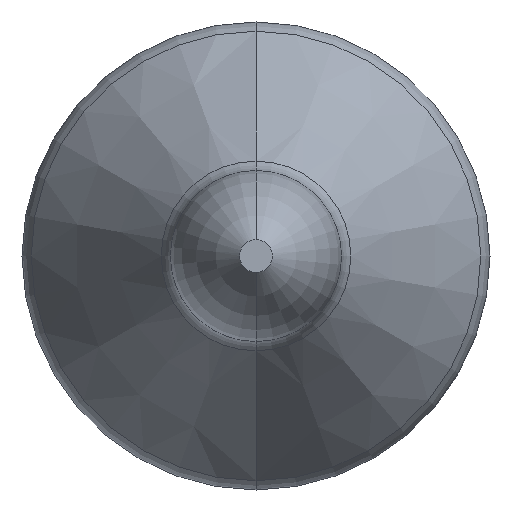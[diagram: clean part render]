
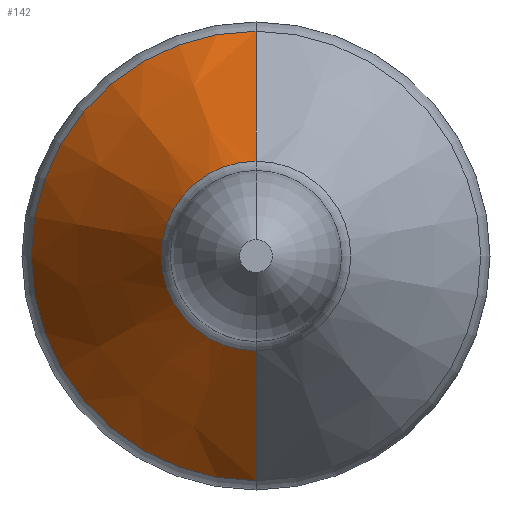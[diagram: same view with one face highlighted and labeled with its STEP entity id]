
A CAD part, front view. The second image highlights one B-rep face of the part: STEP entity #142.
In plain terms, the highlighted conical face has half-angle 30.2 degrees and reference radius 3.285 mm.
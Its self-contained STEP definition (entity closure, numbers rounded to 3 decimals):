
#101 = ORIENTED_EDGE ( 'NONE', *, *, #115, .F. ) ;
#102 = ORIENTED_EDGE ( 'NONE', *, *, #172, .T. ) ;
#103 = ORIENTED_EDGE ( 'NONE', *, *, #149, .T. ) ;
#104 = ORIENTED_EDGE ( 'NONE', *, *, #139, .F. ) ;
#112 = VERTEX_POINT ( 'NONE', #202 ) ;
#115 = EDGE_CURVE ( 'NONE', #173, #112, #201, .T. ) ;
#139 = EDGE_CURVE ( 'NONE', #112, #146, #238, .T. ) ;
#142 = ADVANCED_FACE ( 'NONE', ( #233 ), #232, .T. ) ;
#143 = EDGE_LOOP ( 'NONE', ( #101, #102, #103, #104 ) ) ;
#146 = VERTEX_POINT ( 'NONE', #327 ) ;
#149 = EDGE_CURVE ( 'NONE', #174, #146, #326, .T. ) ;
#172 = EDGE_CURVE ( 'NONE', #173, #174, #225, .T. ) ;
#173 = VERTEX_POINT ( 'NONE', #381 ) ;
#174 = VERTEX_POINT ( 'NONE', #380 ) ;
#193 = DIRECTION ( 'NONE',  ( 0., 0.864, -0.503 ) ) ;
#194 = VECTOR ( 'NONE', #193, 1000. ) ;
#195 = CARTESIAN_POINT ( 'NONE',  ( 0., 15.497, -3.285 ) ) ;
#201 = LINE ( 'NONE', #195, #194 ) ;
#202 = CARTESIAN_POINT ( 'NONE',  ( 0., 15.497, -3.285 ) ) ;
#221 = DIRECTION ( 'NONE',  ( 0., 0., 1. ) ) ;
#222 = DIRECTION ( 'NONE',  ( 0., 1., 0. ) ) ;
#223 = CARTESIAN_POINT ( 'NONE',  ( 0., 12.233, 0. ) ) ;
#224 = AXIS2_PLACEMENT_3D ( 'NONE', #223, #222, #221 ) ;
#225 = CIRCLE ( 'NONE', #224, 1.386 ) ;
#230 = CARTESIAN_POINT ( 'NONE',  ( 0., 15.497, 0. ) ) ;
#231 = AXIS2_PLACEMENT_3D ( 'NONE', #230, #333, #332 ) ;
#232 = CONICAL_SURFACE ( 'NONE', #231, 3.285, 0.527 ) ;
#233 = FACE_OUTER_BOUND ( 'NONE', #143, .T. ) ;
#234 = DIRECTION ( 'NONE',  ( 0., 0., 1. ) ) ;
#235 = DIRECTION ( 'NONE',  ( 0., 1., 0. ) ) ;
#236 = CARTESIAN_POINT ( 'NONE',  ( 0., 15.497, 0. ) ) ;
#237 = AXIS2_PLACEMENT_3D ( 'NONE', #236, #235, #234 ) ;
#238 = CIRCLE ( 'NONE', #237, 3.285 ) ;
#323 = DIRECTION ( 'NONE',  ( 0., 0.864, 0.503 ) ) ;
#324 = VECTOR ( 'NONE', #323, 1000. ) ;
#325 = CARTESIAN_POINT ( 'NONE',  ( 0., 15.497, 3.285 ) ) ;
#326 = LINE ( 'NONE', #325, #324 ) ;
#327 = CARTESIAN_POINT ( 'NONE',  ( 0., 15.497, 3.285 ) ) ;
#332 = DIRECTION ( 'NONE',  ( 0., 0., 1. ) ) ;
#333 = DIRECTION ( 'NONE',  ( 0., 1., 0. ) ) ;
#380 = CARTESIAN_POINT ( 'NONE',  ( 0., 12.233, 1.386 ) ) ;
#381 = CARTESIAN_POINT ( 'NONE',  ( 0., 12.233, -1.386 ) ) ;
